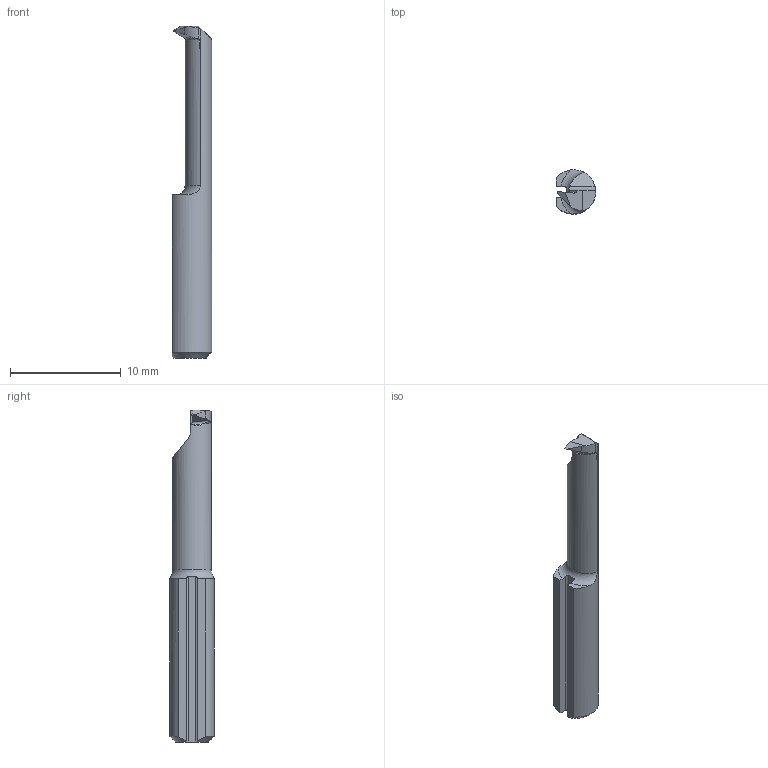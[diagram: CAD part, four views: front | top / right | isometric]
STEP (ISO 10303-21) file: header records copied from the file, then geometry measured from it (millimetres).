
FILE_DESCRIPTION (( 'STEP AP203' ), '1' );
FILE_NAME ('L004.3240-15.step', '2024-02-13T09:03:48', ( '' ), ( '' ), 'SwSTEP 2.0', 'SolidWorks 2022', '' );
FILE_SCHEMA (( 'CONFIG_CONTROL_DESIGN' ));
Length unit declared in the file: millimetre
Products named in the file (1): L004.3240-15
Bounding box: 3.55 x 4 x 30 mm (x, y, z)
Volume: 244.6 mm3; surface area: 354.7 mm2
Topology: 1 solids, 1 shells, 33 faces, 93 edges, 62 vertices
Faces by surface type: plane 19, cylinder 9, torus 4, cone 1
Entity records: 1222 total; most frequent: CARTESIAN_POINT 360, ORIENTED_EDGE 186, DIRECTION 136, EDGE_CURVE 93, VERTEX_POINT 62, AXIS2_PLACEMENT_3D 47, LINE 42, VECTOR 42
